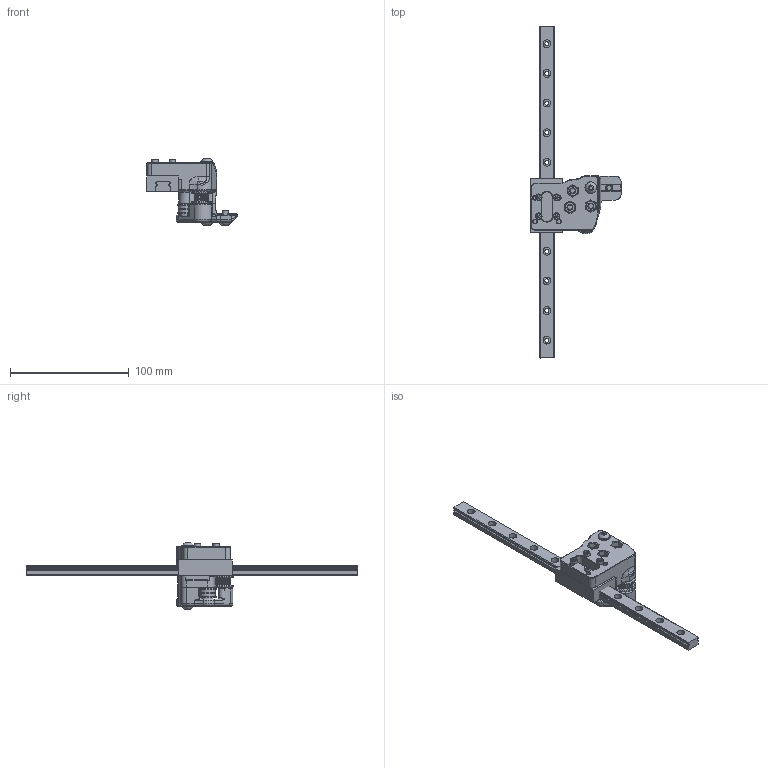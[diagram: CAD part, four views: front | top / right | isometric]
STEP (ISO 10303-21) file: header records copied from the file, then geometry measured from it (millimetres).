
FILE_DESCRIPTION(/* description */ (''),/* implementation_level */ '2;1');
FILE_NAME(/* name */ 'XY-Joint_Left v2.step',/* time_stamp */ '2022-03-09T13:50:46+01:00',/* author */ (''),/* organization */ (''),/* preprocessor_version */ 'ST-DEVELOPER v18.1',/* originating_system */ 'Autodesk Translation Framework v10.13.0.1454',/* authorisation */ '');
FILE_SCHEMA (('AUTOMOTIVE_DESIGN { 1 0 10303 214 3 1 1 }'));
Length unit declared in the file: millimetre
Products named in the file (24): XY Joint - Left; Idler Assembly (10); F695 ZZ (12) (1); M5 1mm Spacer (12) (1); F695 ZZ (11) (1); M5 1mm Spacer (11) (1); M5x10 BHCS (1) (1); M5 1mm Spacer (13) (1); M3x16 SHCS (8) (1); M5x10 BHCS  (1); M5 Hex Nut (5) (1); M5 Hex Nut (6) (1); M5x40 SHCS (3) (1); M3x16 SHCS (9) (1); M5x40 SHCS (4) (1); M3x16 SHCS (10) (1); M5x40 SHCS (5) (1); M5x30 BHCS (5) (1); M5 Hex Nut (7) (1); M3x16 SHCS (7) (1); GT2 20T Idler (1) (1); GT2 20T Idler Gates (1) (1); M5x40 SHCS (6) (1); MTN12 v1
Assembly tree (23 placements, depth 3):
  XY Joint - Left
    Idler Assembly (10)
      F695 ZZ (12) (1)
      M5 1mm Spacer (12) (1)
      F695 ZZ (11) (1)
      M5 1mm Spacer (11) (1)
    M5x10 BHCS (1) (1)
    M5 1mm Spacer (13) (1)
    M3x16 SHCS (8) (1)
    M5x10 BHCS  (1)
    M5 Hex Nut (5) (1)
    M5 Hex Nut (6) (1)
    M5x40 SHCS (3) (1)
    M3x16 SHCS (9) (1)
    M5x40 SHCS (4) (1)
    M3x16 SHCS (10) (1)
    M5x40 SHCS (5) (1)
    M5x30 BHCS (5) (1)
    M5 Hex Nut (7) (1)
    M3x16 SHCS (7) (1)
    GT2 20T Idler (1) (1)
    GT2 20T Idler Gates (1) (1)
    M5x40 SHCS (6) (1)
    MTN12 v1
Bounding box: 76.05 x 280 x 56.5 mm (x, y, z)
Volume: 104526.3 mm3; surface area: 49671.3 mm2
Topology: 29 solids, 29 shells, 1086 faces, 2598 edges, 1620 vertices
Faces by surface type: plane 434, cylinder 392, cone 180, torus 42, bspline 33, sphere 5
Full cylindrical faces by diameter (mm): 3 x4, 3.2 x4, 3.3 x4, 3.5 x11, 4.2 x3, 4.634 x5, 5 x13, 5.12 x8, 5.4 x13, 5.5 x4, 5.8 x4, 6.5 x15, 7 x2, 8 x2, 8.2 x4, 8.5 x4, 8.8 x2, 9 x10, 9.5 x3, 10 x3, 11.5 x4, 13 x2, 15 x4, 18 x2
Entity records: 39136 total; most frequent: CARTESIAN_POINT 12755, DIRECTION 5711, ORIENTED_EDGE 5166, EDGE_CURVE 2583, AXIS2_PLACEMENT_3D 2240, VERTEX_POINT 1620, EDGE_LOOP 1239, LINE 1231
